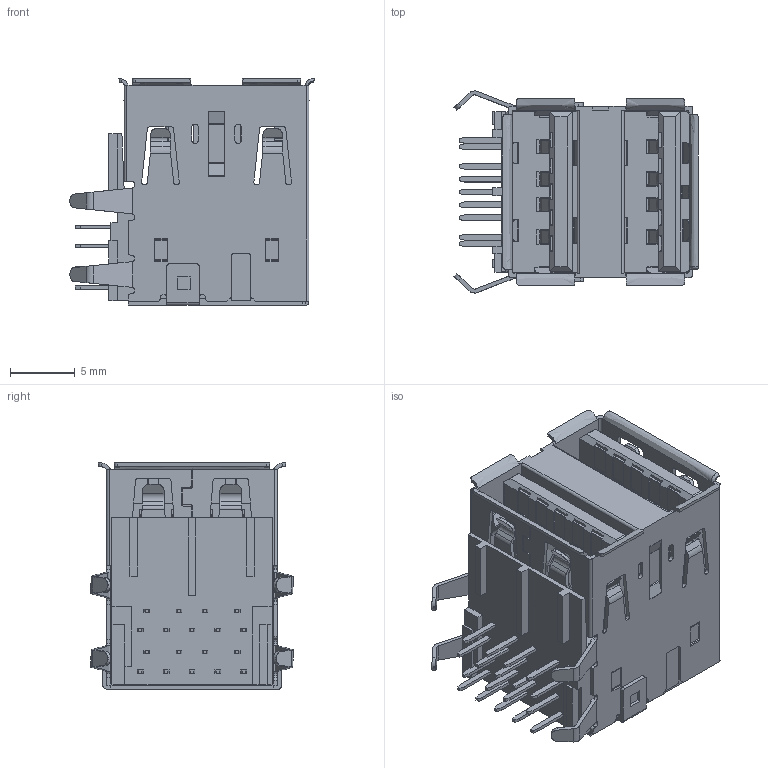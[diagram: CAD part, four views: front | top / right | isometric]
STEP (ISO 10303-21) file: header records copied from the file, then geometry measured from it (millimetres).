
FILE_DESCRIPTION((''),'2;1');
FILE_NAME('FUS327_ASM','2020-07-09T',('gongcheng6'),(''),'PRO/ENGINEER BY PARAMETRIC TECHNOLOGY CORPORATION, 2010280','PRO/ENGINEER BY PARAMETRIC TECHNOLOGY CORPORATION, 2010280','');
FILE_SCHEMA(('CONFIG_CONTROL_DESIGN'));
Length unit declared in the file: millimetre
Products named in the file (1): FUS327_ASM
Bounding box: 18.9 x 15.63 x 17.5 mm (x, y, z)
Volume: 2208.3 mm3; surface area: 4467.4 mm2
Topology: 1 solids, 1 shells, 1172 faces, 3448 edges, 2275 vertices
Faces by surface type: plane 874, cylinder 269, extrusion 28, bspline 1
Entity records: 39656 total; most frequent: CARTESIAN_POINT 8318, ORIENTED_EDGE 6896, DIRECTION 5985, EDGE_CURVE 3448, VECTOR 2797, LINE 2769, VERTEX_POINT 2275, AXIS2_PLACEMENT_3D 1594
